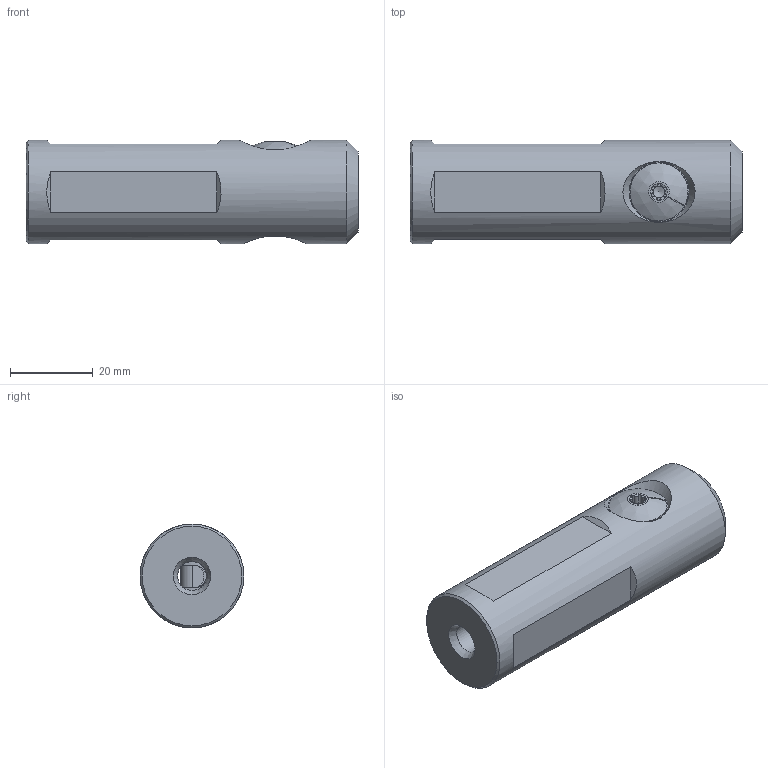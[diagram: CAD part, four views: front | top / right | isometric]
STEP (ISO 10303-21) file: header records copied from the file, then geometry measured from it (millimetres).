
FILE_DESCRIPTION (( 'STEP AP214' ), '1' );
FILE_NAME ('U25.LW5.K01.080.STEP', '2021-08-19T15:34:42', ( '' ), ( '' ), 'SwSTEP 2.0', 'SolidWorks 2017', '' );
FILE_SCHEMA (( 'AUTOMOTIVE_DESIGN' ));
Length unit declared in the file: millimetre
Products named in the file (5): LW5-ER1.015.023; DIN 3771 - 10x1; LW5-ER1.015.023_A_Standard<Wie bearbeitet>; U25-LW5.K01.080_A; U25.LW5.K01.080
Assembly tree (5 placements, depth 3):
  U25.LW5.K01.080
    U25-LW5.K01.080_A
    LW5-ER1.015.023
      LW5-ER1.015.023_A_Standard<Wie bearbeitet>
      DIN 3771 - 10x1  x2
Bounding box: 80 x 25 x 25 mm (x, y, z)
Volume: 32999.4 mm3; surface area: 10813 mm2
Topology: 4 solids, 4 shells, 133 faces, 323 edges, 201 vertices
Faces by surface type: plane 54, cylinder 43, cone 14, torus 9, bspline 9, sphere 4
Full cylindrical faces by diameter (mm): 1 x1, 2.85 x1, 7 x1, 7.8 x1, 10.2 x2, 12 x5, 12.863 x1, 14 x1, 25 x1
Entity records: 5127 total; most frequent: CARTESIAN_POINT 2043, DIRECTION 591, ORIENTED_EDGE 550, EDGE_CURVE 275, AXIS2_PLACEMENT_3D 251, VERTEX_POINT 186, EDGE_LOOP 175, FACE_OUTER_BOUND 147
